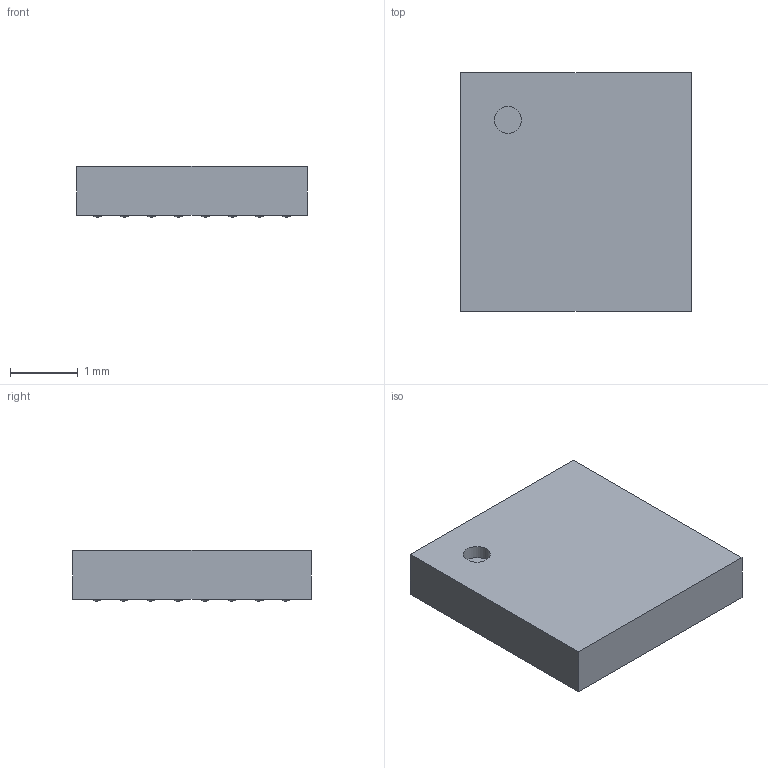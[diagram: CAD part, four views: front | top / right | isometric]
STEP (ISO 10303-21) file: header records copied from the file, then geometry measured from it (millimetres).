
FILE_DESCRIPTION(/* description */ ('model of Texas_DSBGA-64_3.415x3.535mm_Layout8x8_P0.4mm'),/* implementation_level */ '2;1');
FILE_NAME(/* name */ 'Texas_DSBGA-64_3.415x3.535mm_Layout8x8_P0.4mm.step',/* time_stamp */ '2018-11-07T22:17:35',/* author */ ('kicad StepUp','ksu'),/* organization */ ('FreeCAD'),/* preprocessor_version */ 'OCC',/* originating_system */ 'kicad StepUp',/* authorisation */ '');
FILE_SCHEMA(('AUTOMOTIVE_DESIGN { 1 0 10303 214 1 1 1 1 }'));
Length unit declared in the file: millimetre
Products named in the file (1): Texas_DSBGA_64_3415x3535mm_Layout8x8_P04mm
Bounding box: 3.42 x 3.54 x 0.76 mm (x, y, z)
Volume: 8.7 mm3; surface area: 34.6 mm2
Topology: 1 solids, 1 shells, 36 faces, 99 edges, 66 vertices
Faces by surface type: sphere 28, plane 7, cylinder 1
Full cylindrical faces by diameter (mm): 0.4 x1
Entity records: 1307 total; most frequent: DIRECTION 203, CARTESIAN_POINT 174, ORIENTED_EDGE 142, AXIS2_PLACEMENT_3D 95, EDGE_CURVE 71, VERTEX_POINT 66, FACE_BOUND 65, EDGE_LOOP 65
